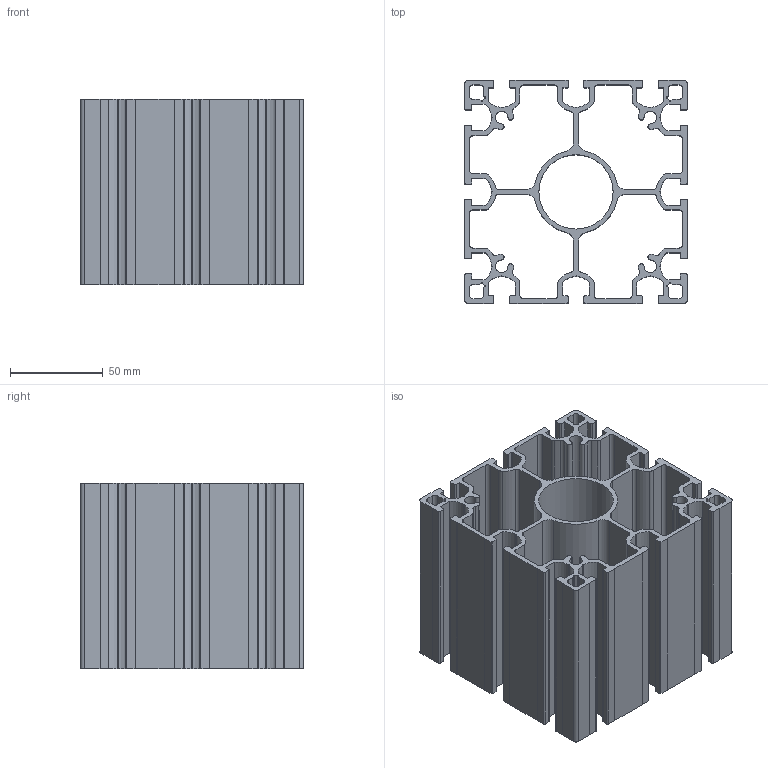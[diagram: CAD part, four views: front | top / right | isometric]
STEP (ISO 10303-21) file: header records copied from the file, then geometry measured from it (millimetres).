
FILE_DESCRIPTION((''),'2;1');
FILE_NAME('AF120120-8.stp','2009-09-01T13:42:50',('Administrator'),(''),'Autodesk Inventor 2008','Autodesk Inventor 2008','');
FILE_SCHEMA(('AUTOMOTIVE_DESIGN { 1 0 10303 214 1 1 1 1 }'));
Length unit declared in the file: millimetre
Products named in the file (1): AF120120-8
Bounding box: 120 x 120 x 100 mm (x, y, z)
Volume: 279660.7 mm3; surface area: 204204.5 mm2
Topology: 1 solids, 1 shells, 455 faces, 1359 edges, 906 vertices
Faces by surface type: cylinder 257, plane 198
Full cylindrical faces by diameter (mm): 40 x1
Entity records: 15544 total; most frequent: DIRECTION 2784, CARTESIAN_POINT 2720, ORIENTED_EDGE 2716, EDGE_CURVE 1358, AXIS2_PLACEMENT_3D 970, VERTEX_POINT 906, VECTOR 844, LINE 844
